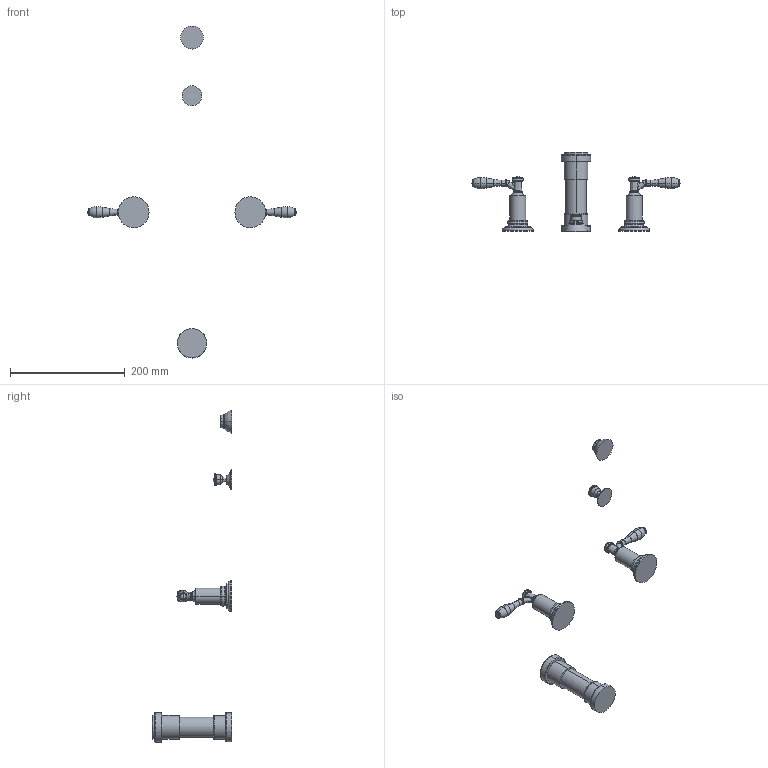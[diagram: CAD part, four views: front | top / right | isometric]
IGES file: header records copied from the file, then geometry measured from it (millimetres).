
Start section:  PTC IGES file: 2559.igs
Global section: file name: 2559.igs; native system: Creo Parametric by PTC Inc.; preprocessor: 2018400; author: jinson.thomas; organization: Unknown; date: 20210129.134026; units: inch
Bounding box: 363.22 x 138.3 x 579.12 mm (x, y, z)
Volume: 347019.4 mm3; surface area: 63965.3 mm2
Topology: 5 solids, 5 shells, 798 faces, 1777 edges, 1011 vertices
Faces by surface type: bspline 431, revolution 367
